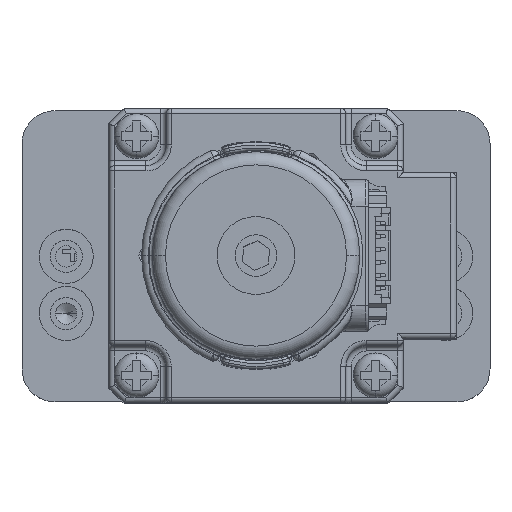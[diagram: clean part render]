
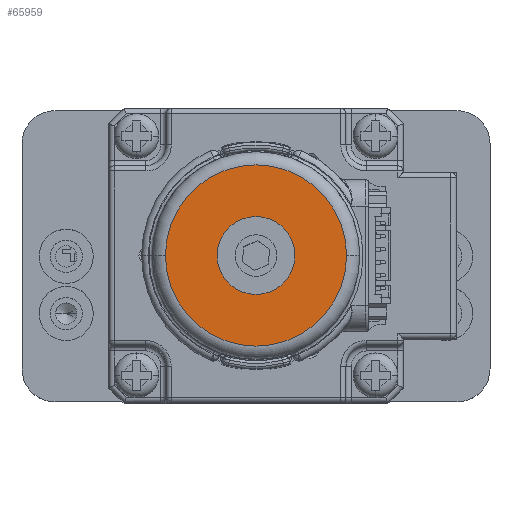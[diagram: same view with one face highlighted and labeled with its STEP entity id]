
A CAD part, top view. The second image highlights one B-rep face of the part: STEP entity #65959.
In plain terms, the highlighted planar face has unit normal (0, 0, 1).
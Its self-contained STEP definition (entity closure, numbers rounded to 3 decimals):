
#990 = VERTEX_POINT ( 'NONE', #56035 ) ;
#2484 = CARTESIAN_POINT ( 'NONE',  ( 3.746, 7.5, 75.328 ) ) ;
#2628 = VERTEX_POINT ( 'NONE', #2484 ) ;
#5221 = CARTESIAN_POINT ( 'NONE',  ( 0., 7.5, 75.328 ) ) ;
#6373 = CIRCLE ( 'NONE', #41105, 3.746 ) ;
#7014 = CIRCLE ( 'NONE', #12461, 3.746 ) ;
#8109 = CARTESIAN_POINT ( 'NONE',  ( 0., 7.5, 75.328 ) ) ;
#8719 = DIRECTION ( 'NONE',  ( 0., 0., 1. ) ) ;
#9053 = PLANE ( 'NONE',  #14140 ) ;
#9058 = CIRCLE ( 'NONE', #54596, 8.712 ) ;
#12461 = AXIS2_PLACEMENT_3D ( 'NONE', #19941, #35228, #66144 ) ;
#12884 = DIRECTION ( 'NONE',  ( 0., 0., 1. ) ) ;
#14140 = AXIS2_PLACEMENT_3D ( 'NONE', #35220, #8719, #34883 ) ;
#15803 = CIRCLE ( 'NONE', #38731, 8.712 ) ;
#19158 = EDGE_LOOP ( 'NONE', ( #65090, #57815 ) ) ;
#19941 = CARTESIAN_POINT ( 'NONE',  ( 0., 7.5, 75.328 ) ) ;
#22762 = DIRECTION ( 'NONE',  ( -1., 0., 0. ) ) ;
#26969 = DIRECTION ( 'NONE',  ( -1., 0., 0. ) ) ;
#30103 = FACE_OUTER_BOUND ( 'NONE', #19158, .T. ) ;
#30441 = FACE_BOUND ( 'NONE', #38542, .T. ) ;
#30616 = ORIENTED_EDGE ( 'NONE', *, *, #38210, .F. ) ;
#30677 = EDGE_CURVE ( 'NONE', #32397, #990, #9058, .T. ) ;
#32057 = CARTESIAN_POINT ( 'NONE',  ( -3.746, 7.5, 75.328 ) ) ;
#32397 = VERTEX_POINT ( 'NONE', #41573 ) ;
#33903 = VERTEX_POINT ( 'NONE', #32057 ) ;
#34883 = DIRECTION ( 'NONE',  ( 1., 0., 0. ) ) ;
#35220 = CARTESIAN_POINT ( 'NONE',  ( 0., 7.5, 75.328 ) ) ;
#35228 = DIRECTION ( 'NONE',  ( 0., 0., 1. ) ) ;
#36483 = DIRECTION ( 'NONE',  ( 0., 0., 1. ) ) ;
#38210 = EDGE_CURVE ( 'NONE', #2628, #33903, #6373, .T. ) ;
#38542 = EDGE_LOOP ( 'NONE', ( #50480, #30616 ) ) ;
#38731 = AXIS2_PLACEMENT_3D ( 'NONE', #5221, #36483, #26969 ) ;
#41105 = AXIS2_PLACEMENT_3D ( 'NONE', #8109, #12884, #60435 ) ;
#41573 = CARTESIAN_POINT ( 'NONE',  ( 8.712, 7.5, 75.328 ) ) ;
#44153 = DIRECTION ( 'NONE',  ( 0., 0., 1. ) ) ;
#50480 = ORIENTED_EDGE ( 'NONE', *, *, #59522, .F. ) ;
#54596 = AXIS2_PLACEMENT_3D ( 'NONE', #58768, #44153, #22762 ) ;
#56035 = CARTESIAN_POINT ( 'NONE',  ( -8.712, 7.5, 75.328 ) ) ;
#57815 = ORIENTED_EDGE ( 'NONE', *, *, #30677, .T. ) ;
#58768 = CARTESIAN_POINT ( 'NONE',  ( 0., 7.5, 75.328 ) ) ;
#59522 = EDGE_CURVE ( 'NONE', #33903, #2628, #7014, .T. ) ;
#60435 = DIRECTION ( 'NONE',  ( -1., 0., 0. ) ) ;
#61605 = EDGE_CURVE ( 'NONE', #990, #32397, #15803, .T. ) ;
#65090 = ORIENTED_EDGE ( 'NONE', *, *, #61605, .T. ) ;
#65959 = ADVANCED_FACE ( 'NONE', ( #30441, #30103 ), #9053, .T. ) ;
#66144 = DIRECTION ( 'NONE',  ( -1., 0., 0. ) ) ;
